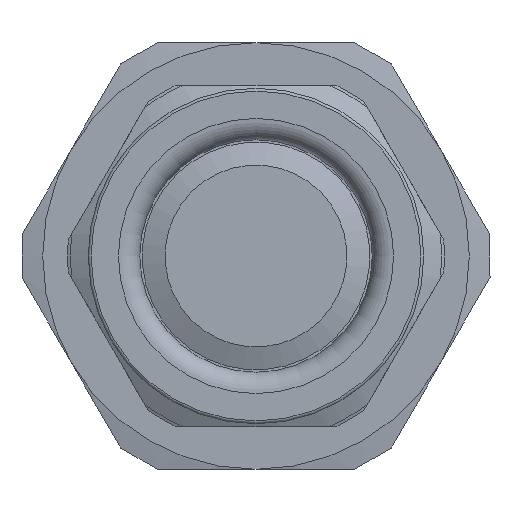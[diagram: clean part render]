
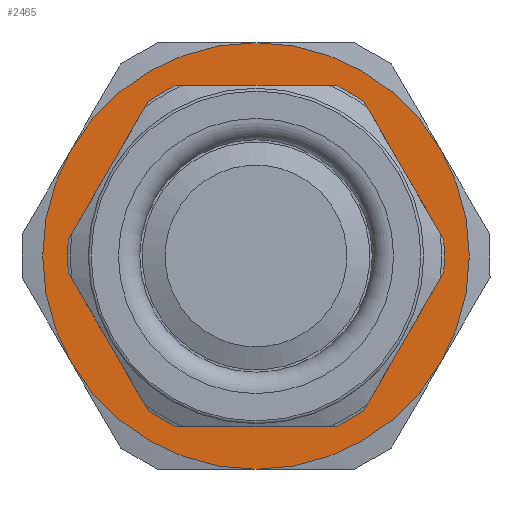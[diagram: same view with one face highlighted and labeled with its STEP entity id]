
A CAD part, left-side view. The second image highlights one B-rep face of the part: STEP entity #2465.
In plain terms, the highlighted planar face has unit normal (-1, 0, 0).
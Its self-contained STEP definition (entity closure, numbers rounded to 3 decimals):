
#307=PLANE('',#2731);
#378=FACE_BOUND('',#688,.T.);
#489=FACE_OUTER_BOUND('',#687,.T.);
#687=EDGE_LOOP('',(#1793,#1794,#1795,#1796,#1797,#1798));
#688=EDGE_LOOP('',(#1799));
#985=CIRCLE('',#2730,10.214);
#986=CIRCLE('',#2732,15.);
#987=CIRCLE('',#2733,15.);
#988=CIRCLE('',#2734,15.);
#989=CIRCLE('',#2735,15.);
#990=CIRCLE('',#2736,15.);
#991=CIRCLE('',#2737,15.);
#1213=VERTEX_POINT('',#5765);
#1214=VERTEX_POINT('',#5768);
#1215=VERTEX_POINT('',#5769);
#1216=VERTEX_POINT('',#5771);
#1217=VERTEX_POINT('',#5773);
#1218=VERTEX_POINT('',#5775);
#1219=VERTEX_POINT('',#5777);
#1456=EDGE_CURVE('',#1213,#1213,#985,.T.);
#1457=EDGE_CURVE('',#1214,#1215,#986,.T.);
#1458=EDGE_CURVE('',#1216,#1214,#987,.T.);
#1459=EDGE_CURVE('',#1217,#1216,#988,.T.);
#1460=EDGE_CURVE('',#1218,#1217,#989,.T.);
#1461=EDGE_CURVE('',#1219,#1218,#990,.T.);
#1462=EDGE_CURVE('',#1215,#1219,#991,.T.);
#1793=ORIENTED_EDGE('',*,*,#1457,.F.);
#1794=ORIENTED_EDGE('',*,*,#1458,.F.);
#1795=ORIENTED_EDGE('',*,*,#1459,.F.);
#1796=ORIENTED_EDGE('',*,*,#1460,.F.);
#1797=ORIENTED_EDGE('',*,*,#1461,.F.);
#1798=ORIENTED_EDGE('',*,*,#1462,.F.);
#1799=ORIENTED_EDGE('',*,*,#1456,.T.);
#2465=ADVANCED_FACE('',(#489,#378),#307,.T.);
#2730=AXIS2_PLACEMENT_3D('',#5766,#3130,#3131);
#2731=AXIS2_PLACEMENT_3D('',#5767,#3132,#3133);
#2732=AXIS2_PLACEMENT_3D('',#5770,#3134,#3135);
#2733=AXIS2_PLACEMENT_3D('',#5772,#3136,#3137);
#2734=AXIS2_PLACEMENT_3D('',#5774,#3138,#3139);
#2735=AXIS2_PLACEMENT_3D('',#5776,#3140,#3141);
#2736=AXIS2_PLACEMENT_3D('',#5778,#3142,#3143);
#2737=AXIS2_PLACEMENT_3D('',#5779,#3144,#3145);
#3130=DIRECTION('center_axis',(1.,0.,0.));
#3131=DIRECTION('ref_axis',(0.,0.,-1.));
#3132=DIRECTION('center_axis',(-1.,0.,0.));
#3133=DIRECTION('ref_axis',(0.,0.,1.));
#3134=DIRECTION('center_axis',(1.,0.,0.));
#3135=DIRECTION('ref_axis',(0.,-1.,0.));
#3136=DIRECTION('center_axis',(1.,0.,0.));
#3137=DIRECTION('ref_axis',(0.,-1.,0.));
#3138=DIRECTION('center_axis',(1.,0.,0.));
#3139=DIRECTION('ref_axis',(0.,-1.,0.));
#3140=DIRECTION('center_axis',(1.,0.,0.));
#3141=DIRECTION('ref_axis',(0.,-1.,0.));
#3142=DIRECTION('center_axis',(1.,0.,0.));
#3143=DIRECTION('ref_axis',(0.,-1.,0.));
#3144=DIRECTION('center_axis',(1.,0.,0.));
#3145=DIRECTION('ref_axis',(0.,-1.,0.));
#5765=CARTESIAN_POINT('',(-26.63,10.214,0.));
#5766=CARTESIAN_POINT('Origin',(-26.63,0.,0.));
#5767=CARTESIAN_POINT('Origin',(-26.63,16.525,0.));
#5768=CARTESIAN_POINT('',(-26.63,12.99,-7.5));
#5769=CARTESIAN_POINT('',(-26.63,12.99,7.5));
#5770=CARTESIAN_POINT('Origin',(-26.63,0.,0.));
#5771=CARTESIAN_POINT('',(-26.63,0.,-15.));
#5772=CARTESIAN_POINT('Origin',(-26.63,0.,0.));
#5773=CARTESIAN_POINT('',(-26.63,-12.99,-7.5));
#5774=CARTESIAN_POINT('Origin',(-26.63,0.,0.));
#5775=CARTESIAN_POINT('',(-26.63,-12.99,7.5));
#5776=CARTESIAN_POINT('Origin',(-26.63,0.,0.));
#5777=CARTESIAN_POINT('',(-26.63,0.,15.));
#5778=CARTESIAN_POINT('Origin',(-26.63,0.,0.));
#5779=CARTESIAN_POINT('Origin',(-26.63,0.,0.));
